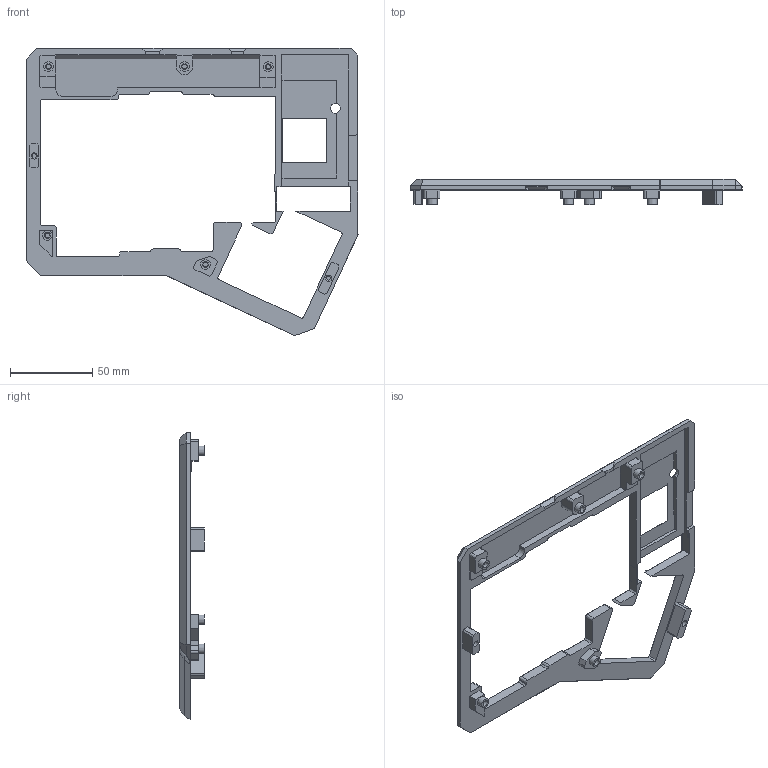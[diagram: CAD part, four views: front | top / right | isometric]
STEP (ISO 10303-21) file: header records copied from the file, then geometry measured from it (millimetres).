
FILE_DESCRIPTION(/* description */ (''),/* implementation_level */ '2;1');
FILE_NAME(/* name */ 'right_top.step',/* time_stamp */ '2024-11-13T16:20:27-07:00',/* author */ (''),/* organization */ (''),/* preprocessor_version */ 'ST-DEVELOPER v20',/* originating_system */ 'Autodesk Translation Framework v13.20.0.188',/* authorisation */ '');
FILE_SCHEMA (('AUTOMOTIVE_DESIGN { 1 0 10303 214 3 1 1 }','MODEL_BASED_INTEGRATED_MANUFACTURING_SCHEMA'));
Length unit declared in the file: millimetre
Products named in the file (1): right_top
Bounding box: 202.38 x 15.2 x 175.02 mm (x, y, z)
Volume: 57263.7 mm3; surface area: 37718.5 mm2
Topology: 1 solids, 1 shells, 350 faces, 925 edges, 593 vertices
Faces by surface type: plane 219, cylinder 61, cone 29, bspline 25, torus 16
Full cylindrical faces by diameter (mm): 3.8 x7, 6 x5
Entity records: 11390 total; most frequent: CARTESIAN_POINT 2956, ORIENTED_EDGE 1850, DIRECTION 1615, EDGE_CURVE 925, LINE 651, VECTOR 651, VERTEX_POINT 593, AXIS2_PLACEMENT_3D 482
